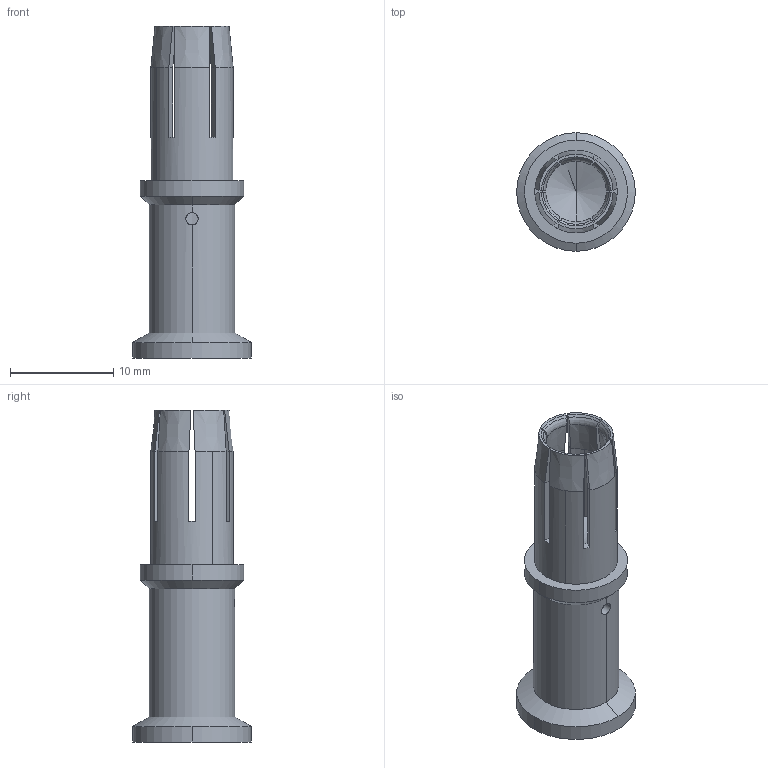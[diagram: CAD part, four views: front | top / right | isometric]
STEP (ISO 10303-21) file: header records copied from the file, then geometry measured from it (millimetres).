
FILE_DESCRIPTION(('Creo Elements/Direct Modeling STEP Export'),'2;1');
FILE_NAME('0ln7uvk5gu5kaan5432','2022-01-28T11:17:18',(''),(''),'Creo Elements/Direct Modeling STEP processor for AP214 (Solid Model)','Creo Elements/Direct Modeling 20.1B 02-Apr-2019 (C) Parametric Technology GmbH','');
FILE_SCHEMA(('AUTOMOTIVE_DESIGN { 1 0 10303 214 1 1 1 1 }'));
Length unit declared in the file: millimetre
Products named in the file (2): RX7F2D_16
Assembly tree (1 placements, depth 2):
  RX7F2D_16
    RX7F2D_16
Bounding box: 11.5 x 11.5 x 32.2 mm (x, y, z)
Volume: 990 mm3; surface area: 1598.6 mm2
Topology: 1 solids, 1 shells, 86 faces, 239 edges, 152 vertices
Faces by surface type: cone 34, plane 32, cylinder 14, torus 6
Entity records: 5133 total; most frequent: CARTESIAN_POINT 2261, ORIENTED_EDGE 470, DIRECTION 396, EDGE_CURVE 235, AXIS2_PLACEMENT_3D 162, VERTEX_POINT 152, EDGE_LOOP 89, COLOUR_RGB 87
